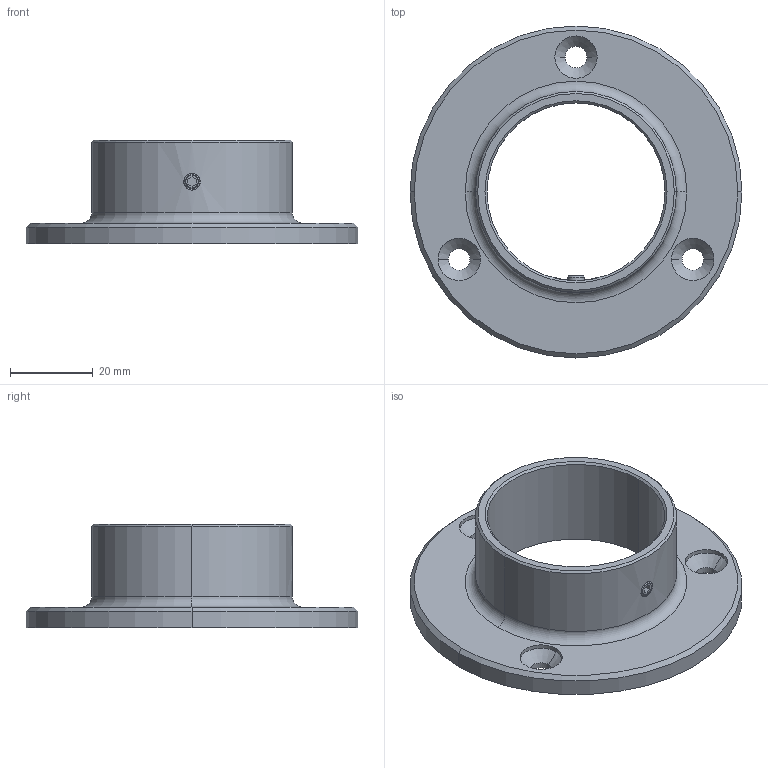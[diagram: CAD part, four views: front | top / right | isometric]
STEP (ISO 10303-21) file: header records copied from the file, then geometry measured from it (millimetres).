
FILE_DESCRIPTION (( 'STEP AP203' ), '1' );
FILE_NAME ('0100000000012883_36_A_0505-042-B.STEP', '2022-10-17T09:06:08', ( '' ), ( '' ), 'SwSTEP 2.0', 'SolidWorks 2019', '' );
FILE_SCHEMA (( 'CONFIG_CONTROL_DESIGN' ));
Length unit declared in the file: millimetre
Products named in the file (3): DIN 913_SKRUTKA M 4X 4; 0100000000012883_36_A_0505-042-B; 0100000000012883_41_A_0505-042-B.P1
Assembly tree (2 placements, depth 2):
  0100000000012883_36_A_0505-042-B
    0100000000012883_41_A_0505-042-B.P1
    DIN 913_SKRUTKA M 4X 4
Bounding box: 80 x 80 x 25 mm (x, y, z)
Volume: 19280 mm3; surface area: 14880.7 mm2
Topology: 2 solids, 2 shells, 97 faces, 224 edges, 130 vertices
Faces by surface type: cylinder 43, plane 19, cone 18, torus 10, sphere 7
Entity records: 3100 total; most frequent: CARTESIAN_POINT 554, DIRECTION 531, ORIENTED_EDGE 432, AXIS2_PLACEMENT_3D 217, EDGE_CURVE 216, VERTEX_POINT 126, CIRCLE 115, EDGE_LOOP 110
